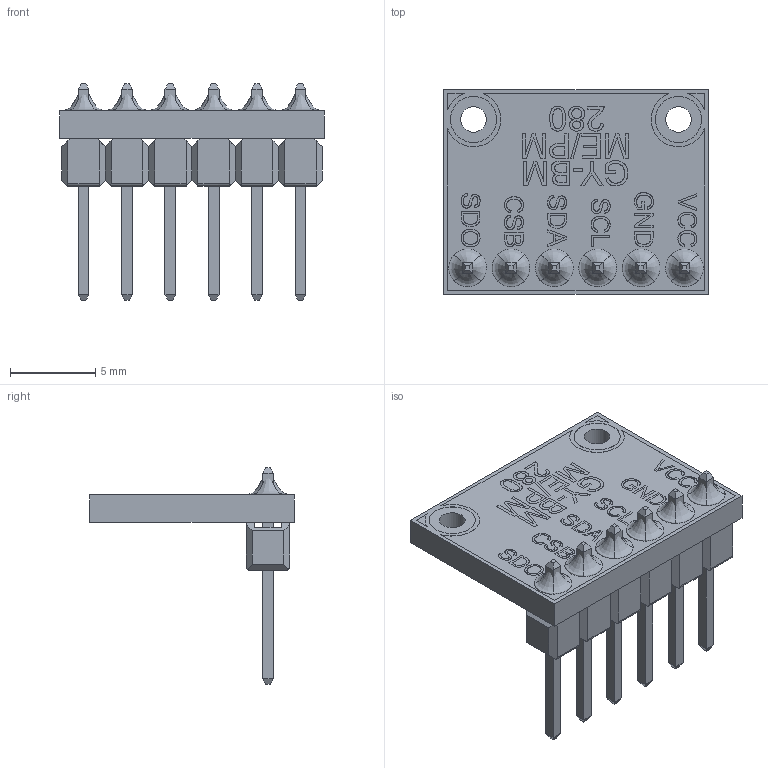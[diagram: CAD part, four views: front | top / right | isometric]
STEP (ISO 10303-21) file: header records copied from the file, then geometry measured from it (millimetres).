
FILE_DESCRIPTION(/* description */ (''),/* implementation_level */ '2;1');
FILE_NAME(/* name */ 'BMP280.step',/* time_stamp */ '2020-05-09T18:32:13+01:00',/* author */ (''),/* organization */ (''),/* preprocessor_version */ 'ST-DEVELOPER v18.1',/* originating_system */ 'Autodesk Translation Framework v9.2.0.1227',/* authorisation */ '');
FILE_SCHEMA (('AUTOMOTIVE_DESIGN { 1 0 10303 214 3 1 1 }'));
Length unit declared in the file: millimetre
Products named in the file (2): BMP280_FreeCAD_Exported; Pin Header 1x6 TH Pitch 2.54mm
Assembly tree (1 placements, depth 2):
  BMP280_FreeCAD_Exported
    Pin Header 1x6 TH Pitch 2.54mm
Bounding box: 15.5 x 12 x 12.7 mm (x, y, z)
Volume: 322.1 mm3; surface area: 919.2 mm2
Topology: 7 solids, 13 shells, 1001 faces, 2737 edges, 1813 vertices
Faces by surface type: bspline 516, plane 459, cylinder 26
Full cylindrical faces by diameter (mm): 1 x6, 1.5 x2, 2.7 x2
Entity records: 40595 total; most frequent: CARTESIAN_POINT 18655, ORIENTED_EDGE 5434, EDGE_CURVE 2737, DIRECTION 2722, VERTEX_POINT 1813, LINE 1568, VECTOR 1568, B_SPLINE_CURVE_WITH_KNOTS 1080
